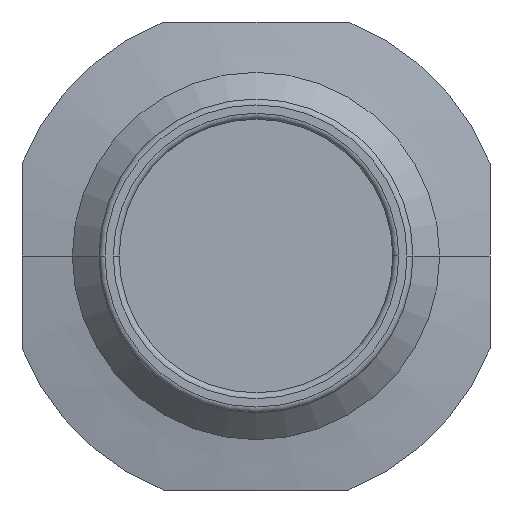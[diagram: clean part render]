
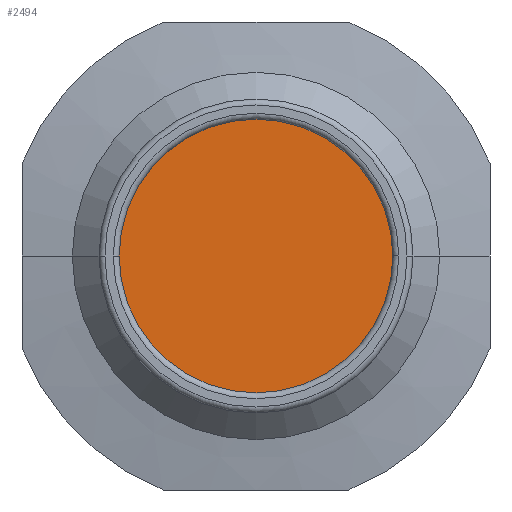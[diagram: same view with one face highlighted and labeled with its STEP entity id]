
A CAD part, left-side view. The second image highlights one B-rep face of the part: STEP entity #2494.
In plain terms, the highlighted planar face has unit normal (-1, 0, 0).
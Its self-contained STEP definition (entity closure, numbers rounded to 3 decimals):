
#607 = CARTESIAN_POINT ( 'NONE',  ( 1.95, 0., 0. ) ) ;
#697 = DIRECTION ( 'NONE',  ( 0., 0., 1. ) ) ;
#1334 = ORIENTED_EDGE ( 'NONE', *, *, #1461, .F. ) ;
#1434 = AXIS2_PLACEMENT_3D ( 'NONE', #3074, #1675, #2824 ) ;
#1461 = EDGE_CURVE ( 'NONE', #3373, #1956, #2575, .T. ) ;
#1675 = DIRECTION ( 'NONE',  ( 1., 0., 0. ) ) ;
#1720 = DIRECTION ( 'NONE',  ( -1., 0., 0. ) ) ;
#1756 = DIRECTION ( 'NONE',  ( -1., 0., 0. ) ) ;
#1856 = ORIENTED_EDGE ( 'NONE', *, *, #3144, .T. ) ;
#1918 = AXIS2_PLACEMENT_3D ( 'NONE', #3157, #1720, #3707 ) ;
#1956 = VERTEX_POINT ( 'NONE', #3357 ) ;
#2287 = CIRCLE ( 'NONE', #1918, 2.31 ) ;
#2494 = ADVANCED_FACE ( 'NONE', ( #3470 ), #3192, .T. ) ;
#2523 = AXIS2_PLACEMENT_3D ( 'NONE', #607, #1756, #697 ) ;
#2575 = CIRCLE ( 'NONE', #1434, 2.31 ) ;
#2824 = DIRECTION ( 'NONE',  ( 0., 1., 0. ) ) ;
#3074 = CARTESIAN_POINT ( 'NONE',  ( 1.95, 0., 0. ) ) ;
#3081 = EDGE_LOOP ( 'NONE', ( #1856, #1334 ) ) ;
#3144 = EDGE_CURVE ( 'NONE', #3373, #1956, #2287, .T. ) ;
#3157 = CARTESIAN_POINT ( 'NONE',  ( 1.95, 0., 0. ) ) ;
#3192 = PLANE ( 'NONE',  #2523 ) ;
#3357 = CARTESIAN_POINT ( 'NONE',  ( 1.95, -2.31, 0. ) ) ;
#3373 = VERTEX_POINT ( 'NONE', #3388 ) ;
#3388 = CARTESIAN_POINT ( 'NONE',  ( 1.95, 2.31, 0. ) ) ;
#3470 = FACE_OUTER_BOUND ( 'NONE', #3081, .T. ) ;
#3707 = DIRECTION ( 'NONE',  ( 0., 1., 0. ) ) ;
